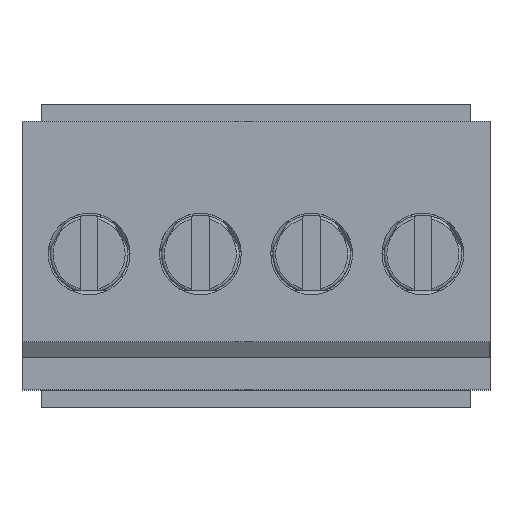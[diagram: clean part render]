
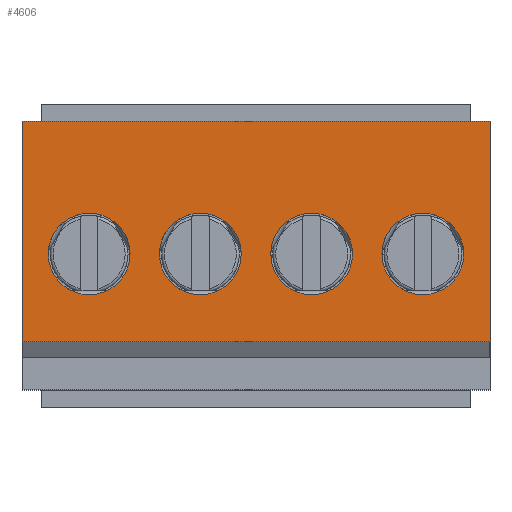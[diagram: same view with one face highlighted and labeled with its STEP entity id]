
A CAD part, top view. The second image highlights one B-rep face of the part: STEP entity #4606.
In plain terms, the highlighted planar face has unit normal (0, 0, 1).
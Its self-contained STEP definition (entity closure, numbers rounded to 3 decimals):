
#204=PLANE('',#4998);
#687=LINE('',#7751,#1208);
#690=LINE('',#7757,#1211);
#727=LINE('',#7858,#1248);
#729=LINE('',#7862,#1250);
#1208=VECTOR('',#6049,1000.);
#1211=VECTOR('',#6054,1000.);
#1248=VECTOR('',#6169,1000.);
#1250=VECTOR('',#6175,1000.);
#2593=ORIENTED_EDGE('',*,*,#3267,.T.);
#2594=ORIENTED_EDGE('',*,*,#3268,.T.);
#2595=ORIENTED_EDGE('',*,*,#3269,.T.);
#2596=ORIENTED_EDGE('',*,*,#3270,.F.);
#2597=ORIENTED_EDGE('',*,*,#3266,.F.);
#2598=ORIENTED_EDGE('',*,*,#3212,.F.);
#2599=ORIENTED_EDGE('',*,*,#3264,.F.);
#2600=ORIENTED_EDGE('',*,*,#3215,.F.);
#3212=EDGE_CURVE('',#3677,#3678,#687,.T.);
#3215=EDGE_CURVE('',#3679,#3680,#690,.T.);
#3264=EDGE_CURVE('',#3680,#3677,#727,.T.);
#3266=EDGE_CURVE('',#3678,#3679,#729,.T.);
#3267=EDGE_CURVE('',#3705,#3705,#3807,.T.);
#3268=EDGE_CURVE('',#3706,#3706,#3808,.T.);
#3269=EDGE_CURVE('',#3707,#3707,#3809,.T.);
#3270=EDGE_CURVE('',#3708,#3708,#3810,.T.);
#3677=VERTEX_POINT('',#7750);
#3678=VERTEX_POINT('',#7752);
#3679=VERTEX_POINT('',#7756);
#3680=VERTEX_POINT('',#7758);
#3705=VERTEX_POINT('',#7865);
#3706=VERTEX_POINT('',#7867);
#3707=VERTEX_POINT('',#7869);
#3708=VERTEX_POINT('',#7871);
#3807=CIRCLE('',#4999,1.4);
#3808=CIRCLE('',#5000,1.4);
#3809=CIRCLE('',#5001,1.4);
#3810=CIRCLE('',#5002,1.4);
#4054=EDGE_LOOP('',(#2593));
#4055=EDGE_LOOP('',(#2594));
#4056=EDGE_LOOP('',(#2595));
#4057=EDGE_LOOP('',(#2596));
#4058=EDGE_LOOP('',(#2597,#2598,#2599,#2600));
#4334=FACE_BOUND('',#4054,.T.);
#4335=FACE_BOUND('',#4055,.T.);
#4336=FACE_BOUND('',#4056,.T.);
#4337=FACE_BOUND('',#4057,.T.);
#4338=FACE_BOUND('',#4058,.T.);
#4606=ADVANCED_FACE('',(#4334,#4335,#4336,#4337,#4338),#204,.F.);
#4998=AXIS2_PLACEMENT_3D('',#7863,#6176,#6177);
#4999=AXIS2_PLACEMENT_3D('',#7864,#6178,#6179);
#5000=AXIS2_PLACEMENT_3D('',#7866,#6180,#6181);
#5001=AXIS2_PLACEMENT_3D('',#7868,#6182,#6183);
#5002=AXIS2_PLACEMENT_3D('',#7870,#6184,#6185);
#6049=DIRECTION('',(-1.,0.,0.));
#6054=DIRECTION('',(1.,0.,0.));
#6169=DIRECTION('',(0.,-1.,0.));
#6175=DIRECTION('',(0.,1.,0.));
#6176=DIRECTION('',(0.,0.,-1.));
#6177=DIRECTION('',(-1.,0.,0.));
#6178=DIRECTION('',(0.,0.,-1.));
#6179=DIRECTION('',(1.,0.,0.));
#6180=DIRECTION('',(0.,0.,-1.));
#6181=DIRECTION('',(1.,0.,0.));
#6182=DIRECTION('',(0.,0.,-1.));
#6183=DIRECTION('',(1.,0.,0.));
#6184=DIRECTION('',(0.,0.,1.));
#6185=DIRECTION('',(1.,0.,0.));
#7750=CARTESIAN_POINT('',(28.97,-2.95,12.25));
#7751=CARTESIAN_POINT('',(28.97,-2.95,12.25));
#7752=CARTESIAN_POINT('',(12.94,-2.95,12.25));
#7756=CARTESIAN_POINT('',(12.94,4.6,12.25));
#7757=CARTESIAN_POINT('',(12.94,4.6,12.25));
#7758=CARTESIAN_POINT('',(28.97,4.6,12.25));
#7858=CARTESIAN_POINT('',(28.97,4.6,12.25));
#7862=CARTESIAN_POINT('',(12.94,-2.95,12.25));
#7863=CARTESIAN_POINT('',(0.,0.,12.25));
#7864=CARTESIAN_POINT('',(26.67,0.05,12.25));
#7865=CARTESIAN_POINT('',(28.07,0.05,12.25));
#7866=CARTESIAN_POINT('',(22.86,0.05,12.25));
#7867=CARTESIAN_POINT('',(24.26,0.05,12.25));
#7868=CARTESIAN_POINT('',(19.05,0.05,12.25));
#7869=CARTESIAN_POINT('',(20.45,0.05,12.25));
#7870=CARTESIAN_POINT('',(15.24,0.05,12.25));
#7871=CARTESIAN_POINT('',(16.64,0.05,12.25));
